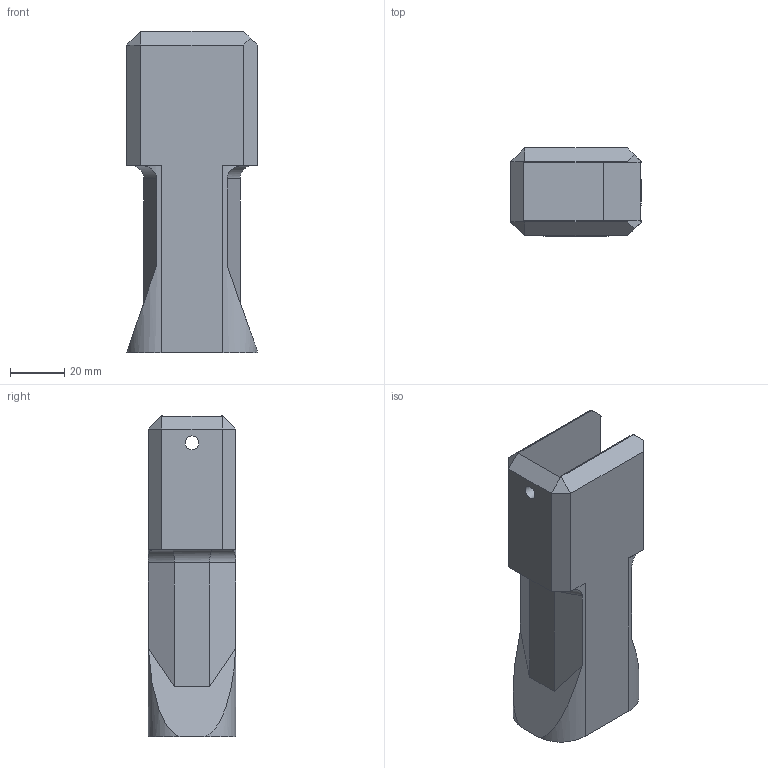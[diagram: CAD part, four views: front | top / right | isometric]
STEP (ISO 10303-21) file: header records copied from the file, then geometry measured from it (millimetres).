
FILE_DESCRIPTION(/* description */ (''),/* implementation_level */ '2;1');
FILE_NAME(/* name */ 'Arm Connector 2.step',/* time_stamp */ '2025-12-02T22:42:52-08:00',/* author */ (''),/* organization */ (''),/* preprocessor_version */ 'ST-DEVELOPER v20.1',/* originating_system */ 'Autodesk Translation Framework v14.21.0.0',/* authorisation */ '');
FILE_SCHEMA (('AUTOMOTIVE_DESIGN { 1 0 10303 214 3 1 1 }'));
Length unit declared in the file: metre
Products named in the file (1): Arm Connector 2
Bounding box: 48.26 x 32.51 x 118.91 mm (x, y, z)
Volume: 103291 mm3; surface area: 26293.4 mm2
Topology: 1 solids, 1 shells, 73 faces, 181 edges, 114 vertices
Faces by surface type: plane 55, cylinder 14, bspline 4
Full cylindrical faces by diameter (mm): 3.556 x2, 5.08 x1, 26.67 x1
Entity records: 2297 total; most frequent: CARTESIAN_POINT 530, ORIENTED_EDGE 362, DIRECTION 339, EDGE_CURVE 181, LINE 145, VECTOR 145, VERTEX_POINT 114, AXIS2_PLACEMENT_3D 97
